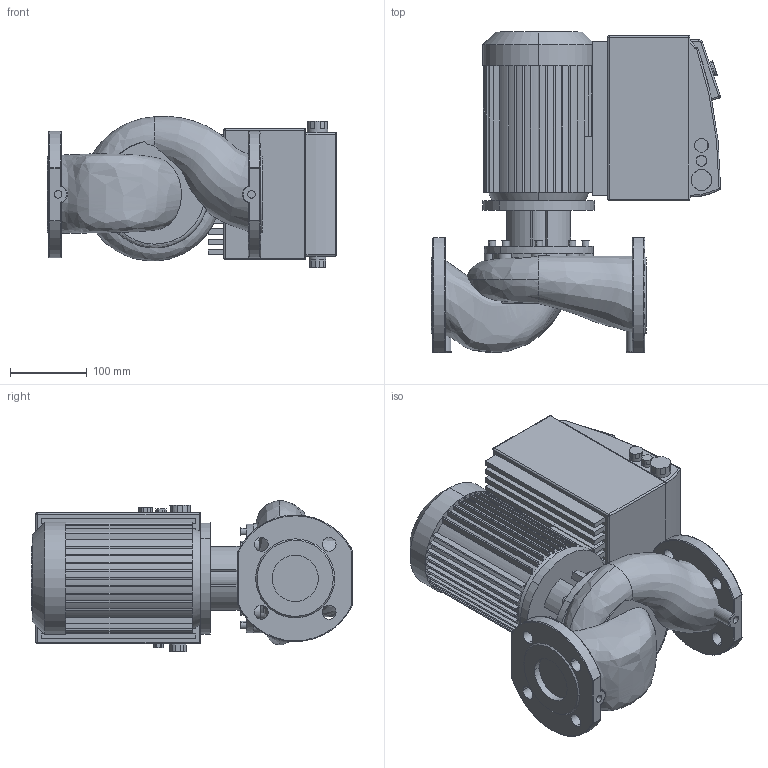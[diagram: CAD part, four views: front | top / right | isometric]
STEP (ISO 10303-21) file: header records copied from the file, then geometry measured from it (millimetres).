
FILE_DESCRIPTION((''),'2;1');
FILE_NAME('3d_IP-E50_105-0_75_2-R1-2158883.stp','2016-07-18T09:17:31',(''),(''),'Mechanical Desktop 2009','Mechanical Desktop 2009',', , ');
FILE_SCHEMA(('CONFIG_CONTROL_DESIGN'));
Length unit declared in the file: millimetre
Products named in the file (1): Product
Bounding box: 377 x 419.03 x 197.1 mm (x, y, z)
Volume: 13030220.4 mm3; surface area: 856216.4 mm2
Topology: 12 solids, 12 shells, 779 faces, 1979 edges, 1250 vertices
Faces by surface type: plane 435, cylinder 172, bspline 128, sphere 26, torus 12, cone 6
Entity records: 29759 total; most frequent: CARTESIAN_POINT 11004, ORIENTED_EDGE 3922, DIRECTION 3810, EDGE_CURVE 1961, AXIS2_PLACEMENT_3D 1281, VERTEX_POINT 1250, VECTOR 1248, LINE 1248
